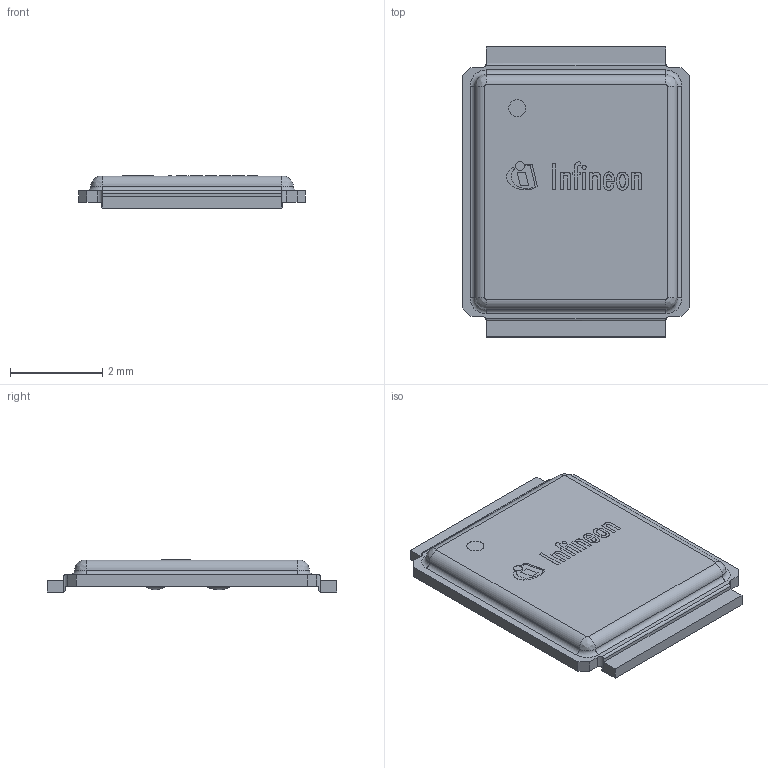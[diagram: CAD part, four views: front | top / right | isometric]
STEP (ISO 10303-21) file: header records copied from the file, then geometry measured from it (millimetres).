
FILE_DESCRIPTION(/* description */ (''),/* implementation_level */ '2;1');
FILE_NAME(/* name */ 'MG-WDSON-5-1_Z8B00201072_V01_3D.stp',/* time_stamp */ '2023-07-20T14:42:00+05:00',/* author */ ('Subramani'),/* organization */ (''),/* preprocessor_version */ 'ST-DEVELOPER v16.13',/* originating_system */ 'AutoCAD Mechanical',/* authorisation */ '');
FILE_SCHEMA (('AUTOMOTIVE_DESIGN { 1 0 10303 214 3 1 1 }'));
Length unit declared in the file: millimetre
Products named in the file (1): Product
Bounding box: 4.92 x 6.3 x 0.7 mm (x, y, z)
Volume: 10.7 mm3; surface area: 89.3 mm2
Topology: 18 solids, 18 shells, 206 faces, 477 edges, 310 vertices
Faces by surface type: plane 132, cylinder 40, bspline 22, torus 12
Full cylindrical faces by diameter (mm): 0.093 x1, 0.191 x1, 0.369 x2
Entity records: 6220 total; most frequent: CARTESIAN_POINT 1642, ORIENTED_EDGE 946, DIRECTION 875, EDGE_CURVE 473, LINE 345, VECTOR 345, VERTEX_POINT 310, AXIS2_PLACEMENT_3D 265
